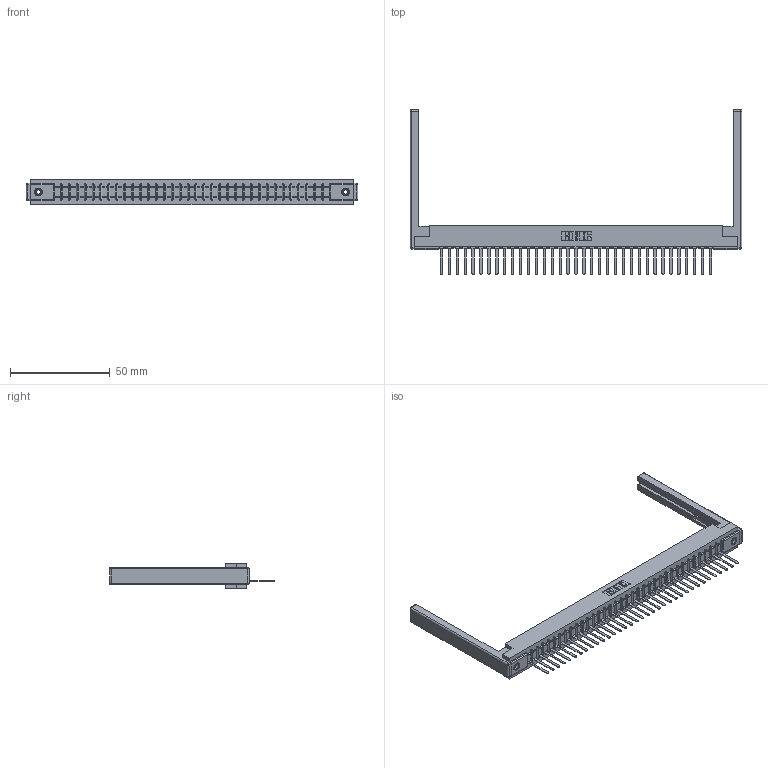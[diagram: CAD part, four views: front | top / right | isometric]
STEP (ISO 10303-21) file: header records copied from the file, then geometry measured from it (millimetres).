
FILE_DESCRIPTION (( 'STEP AP203' ), '1' );
FILE_NAME ('357-035-541-168.STEP', '2019-09-17T06:02:08', ( '' ), ( '' ), 'SwSTEP 2.0', 'SolidWorks 2016', '' );
FILE_SCHEMA (( 'CONFIG_CONTROL_DESIGN' ));
Length unit declared in the file: inch
Products named in the file (5): 307-220-068; 345-250-001_345-250-001-102; 307-290-002_541; 307 Part_.156 Dia Mounting Holes; 357-035-541-168
Assembly tree (40 placements, depth 2):
  357-035-541-168
    307 Part_.156 Dia Mounting Holes
    307-290-002_541  x35
    307-220-068  x2
    345-250-001_345-250-001-102  x2
Bounding box: 166.12 x 82.55 x 12.7 mm (x, y, z)
Volume: 22200.7 mm3; surface area: 26853.5 mm2
Topology: 40 solids, 40 shells, 2898 faces, 8833 edges, 5770 vertices
Faces by surface type: plane 1733, cylinder 1069, sphere 80, cone 12, torus 4
Entity records: 34345 total; most frequent: CARTESIAN_POINT 5757, ORIENTED_EDGE 5736, DIRECTION 5614, EDGE_CURVE 2868, VECTOR 2192, LINE 2192, VERTEX_POINT 1854, AXIS2_PLACEMENT_3D 1711
